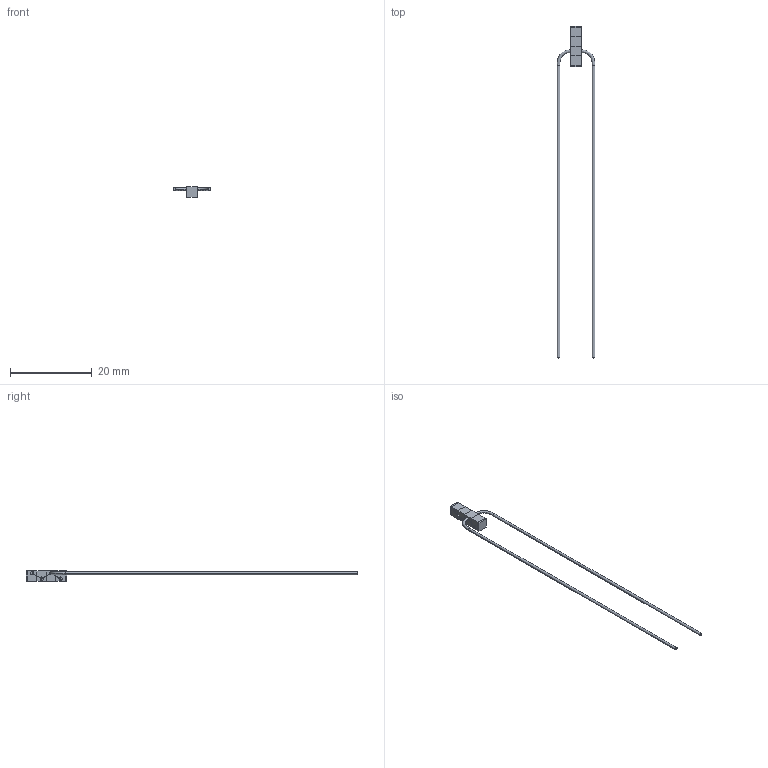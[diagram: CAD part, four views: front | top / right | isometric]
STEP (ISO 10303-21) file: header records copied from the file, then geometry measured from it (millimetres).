
FILE_DESCRIPTION (( 'STEP AP214' ), '1' );
FILE_NAME ('PK4DMP2.STEP', '2014-07-21T10:27:38', ( '' ), ( '' ), 'SwSTEP 2.0', 'SolidWorks 2012', '' );
FILE_SCHEMA (( 'AUTOMOTIVE_DESIGN' ));
Length unit declared in the file: millimetre
Products named in the file (1): PK4DMP2
Bounding box: 9.25 x 81.15 x 2.5 mm (x, y, z)
Volume: 118.3 mm3; surface area: 506.9 mm2
Topology: 3 solids, 3 shells, 132 faces, 344 edges, 212 vertices
Faces by surface type: plane 72, cylinder 28, sphere 28, bspline 4
Entity records: 5002 total; most frequent: CARTESIAN_POINT 1145, ORIENTED_EDGE 688, DIRECTION 686, EDGE_CURVE 344, AXIS2_PLACEMENT_3D 241, VERTEX_POINT 212, LINE 204, VECTOR 204
